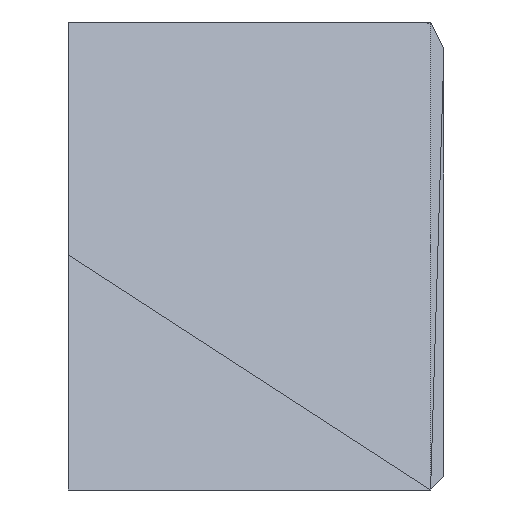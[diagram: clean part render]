
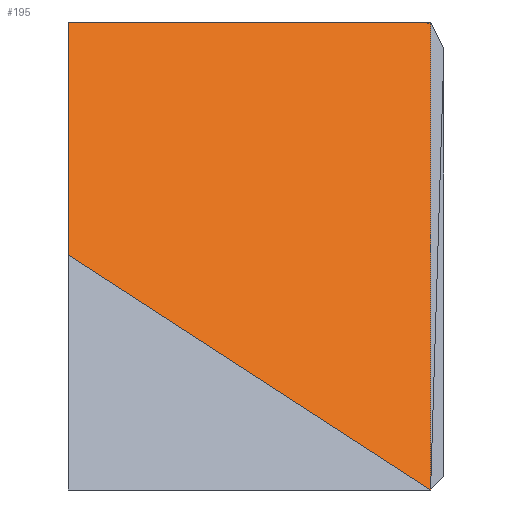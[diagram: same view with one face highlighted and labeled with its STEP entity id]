
A CAD part, left-side view. The second image highlights one B-rep face of the part: STEP entity #195.
In plain terms, the highlighted planar face has unit normal (-0.866, 0, 0.5).
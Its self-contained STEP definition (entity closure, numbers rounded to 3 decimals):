
#21=FACE_OUTER_BOUND('',#35,.T.);
#35=EDGE_LOOP('',(#150,#151,#152,#153));
#47=LINE('',#285,#71);
#50=LINE('',#290,#74);
#56=LINE('',#302,#80);
#57=LINE('',#304,#81);
#71=VECTOR('',#227,10.);
#74=VECTOR('',#232,1.54);
#80=VECTOR('',#246,1.54);
#81=VECTOR('',#249,1.54);
#95=VERTEX_POINT('',#282);
#96=VERTEX_POINT('',#284);
#97=VERTEX_POINT('',#288);
#99=VERTEX_POINT('',#298);
#107=EDGE_CURVE('',#96,#95,#47,.T.);
#110=EDGE_CURVE('',#97,#95,#50,.T.);
#116=EDGE_CURVE('',#99,#96,#56,.T.);
#117=EDGE_CURVE('',#97,#99,#57,.T.);
#150=ORIENTED_EDGE('',*,*,#107,.T.);
#151=ORIENTED_EDGE('',*,*,#110,.F.);
#152=ORIENTED_EDGE('',*,*,#117,.T.);
#153=ORIENTED_EDGE('',*,*,#116,.T.);
#181=PLANE('',#211);
#195=ADVANCED_FACE('',(#21),#181,.T.);
#211=AXIS2_PLACEMENT_3D('',#303,#247,#248);
#227=DIRECTION('',(-0.5,0.,-0.866));
#232=DIRECTION('',(0.3,0.801,0.519));
#246=DIRECTION('',(0.,1.,0.));
#247=DIRECTION('center_axis',(-0.866,0.,0.5));
#248=DIRECTION('ref_axis',(0.5,0.,0.866));
#249=DIRECTION('',(0.5,0.,0.866));
#282=CARTESIAN_POINT('',(30.033,79.039,44.219));
#284=CARTESIAN_POINT('',(33.131,79.039,49.585));
#285=CARTESIAN_POINT('',(31.575,79.039,46.891));
#288=CARTESIAN_POINT('',(26.908,70.689,38.807));
#290=CARTESIAN_POINT('',(26.908,70.689,38.807));
#298=CARTESIAN_POINT('',(33.131,70.689,49.585));
#302=CARTESIAN_POINT('',(33.131,70.689,49.585));
#303=CARTESIAN_POINT('Origin',(33.131,87.318,49.585));
#304=CARTESIAN_POINT('',(26.908,70.689,38.807));
